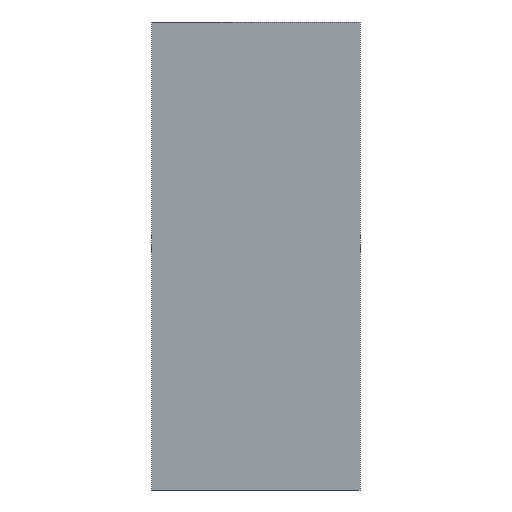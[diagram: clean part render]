
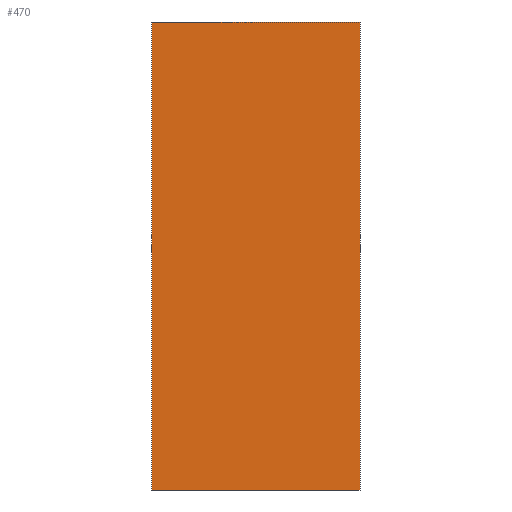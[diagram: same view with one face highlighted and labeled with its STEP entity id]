
A CAD part, left-side view. The second image highlights one B-rep face of the part: STEP entity #470.
In plain terms, the highlighted planar face has unit normal (-1, 0, 0).
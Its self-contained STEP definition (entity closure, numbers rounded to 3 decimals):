
#13=DIRECTION('',(0.,0.,1.));
#14=VECTOR('',#13,2.7);
#15=CARTESIAN_POINT('',(-2.65,0.,-1.35));
#16=LINE('',#15,#14);
#65=DIRECTION('',(0.,1.,0.));
#66=VECTOR('',#65,1.2);
#67=CARTESIAN_POINT('',(-2.65,0.,1.35));
#68=LINE('',#67,#66);
#129=DIRECTION('',(0.,0.,1.));
#130=VECTOR('',#129,2.7);
#131=CARTESIAN_POINT('',(-2.65,1.2,-1.35));
#132=LINE('',#131,#130);
#177=DIRECTION('',(0.,1.,0.));
#178=VECTOR('',#177,1.2);
#179=CARTESIAN_POINT('',(-2.65,0.,-1.35));
#180=LINE('',#179,#178);
#193=CARTESIAN_POINT('',(-2.65,0.,-1.35));
#194=CARTESIAN_POINT('',(-2.65,0.,1.35));
#195=VERTEX_POINT('',#193);
#196=VERTEX_POINT('',#194);
#201=CARTESIAN_POINT('',(-2.65,1.2,-1.35));
#202=CARTESIAN_POINT('',(-2.65,1.2,1.35));
#203=VERTEX_POINT('',#201);
#204=VERTEX_POINT('',#202);
#459=CARTESIAN_POINT('',(-2.65,0.,-1.35));
#460=DIRECTION('',(-1.,0.,0.));
#461=DIRECTION('',(0.,0.,1.));
#462=AXIS2_PLACEMENT_3D('',#459,#460,#461);
#463=PLANE('',#462);
#464=ORIENTED_EDGE('',*,*,#268,.F.);
#465=ORIENTED_EDGE('',*,*,#436,.T.);
#466=ORIENTED_EDGE('',*,*,#408,.T.);
#467=ORIENTED_EDGE('',*,*,#318,.F.);
#468=EDGE_LOOP('',(#464,#465,#466,#467));
#469=FACE_OUTER_BOUND('',#468,.F.);
#268=EDGE_CURVE('',#195,#196,#16,.T.);
#318=EDGE_CURVE('',#196,#204,#68,.T.);
#408=EDGE_CURVE('',#203,#204,#132,.T.);
#436=EDGE_CURVE('',#195,#203,#180,.T.);
#470=ADVANCED_FACE('',(#469),#463,.T.);
